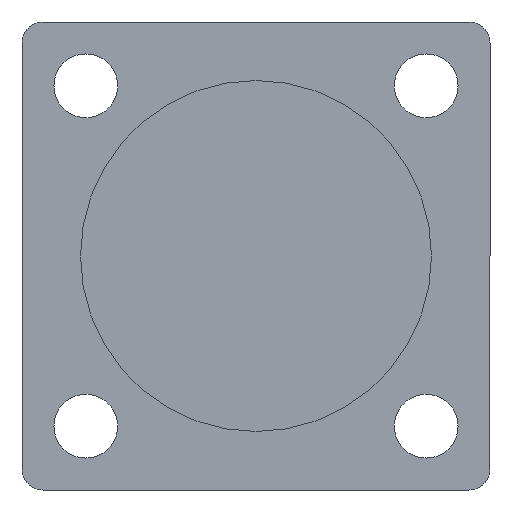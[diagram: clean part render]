
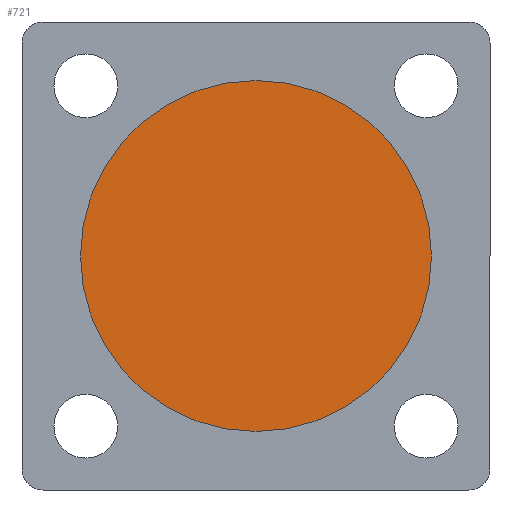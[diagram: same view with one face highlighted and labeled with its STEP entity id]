
A CAD part, front view. The second image highlights one B-rep face of the part: STEP entity #721.
In plain terms, the highlighted planar face has unit normal (0, -1, 0).
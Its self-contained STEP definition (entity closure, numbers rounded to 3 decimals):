
#3 = PLANE ( 'NONE',  #683 ) ;
#159 = ORIENTED_EDGE ( 'NONE', *, *, #411, .T. ) ;
#209 = AXIS2_PLACEMENT_3D ( 'NONE', #257, #1218, #665 ) ;
#245 = VERTEX_POINT ( 'NONE', #676 ) ;
#257 = CARTESIAN_POINT ( 'NONE',  ( 0., -50., 0. ) ) ;
#281 = FACE_OUTER_BOUND ( 'NONE', #1110, .T. ) ;
#289 = VERTEX_POINT ( 'NONE', #985 ) ;
#332 = CIRCLE ( 'NONE', #209, 16.5 ) ;
#411 = EDGE_CURVE ( 'NONE', #245, #289, #332, .T. ) ;
#472 = CARTESIAN_POINT ( 'NONE',  ( 0., -50., 0. ) ) ;
#564 = CIRCLE ( 'NONE', #627, 16.5 ) ;
#615 = ORIENTED_EDGE ( 'NONE', *, *, #733, .T. ) ;
#627 = AXIS2_PLACEMENT_3D ( 'NONE', #472, #1052, #1071 ) ;
#664 = CARTESIAN_POINT ( 'NONE',  ( 16.5, -50., 0. ) ) ;
#665 = DIRECTION ( 'NONE',  ( 0., 0., -1. ) ) ;
#676 = CARTESIAN_POINT ( 'NONE',  ( 0., -50., -16.5 ) ) ;
#683 = AXIS2_PLACEMENT_3D ( 'NONE', #664, #978, #966 ) ;
#721 = ADVANCED_FACE ( 'NONE', ( #281 ), #3, .T. ) ;
#733 = EDGE_CURVE ( 'NONE', #289, #245, #564, .T. ) ;
#966 = DIRECTION ( 'NONE',  ( 0., 0., -1. ) ) ;
#978 = DIRECTION ( 'NONE',  ( 0., -1., 0. ) ) ;
#985 = CARTESIAN_POINT ( 'NONE',  ( 0., -50., 16.5 ) ) ;
#1052 = DIRECTION ( 'NONE',  ( 0., -1., 0. ) ) ;
#1071 = DIRECTION ( 'NONE',  ( 0., 0., -1. ) ) ;
#1110 = EDGE_LOOP ( 'NONE', ( #159, #615 ) ) ;
#1218 = DIRECTION ( 'NONE',  ( 0., -1., 0. ) ) ;
